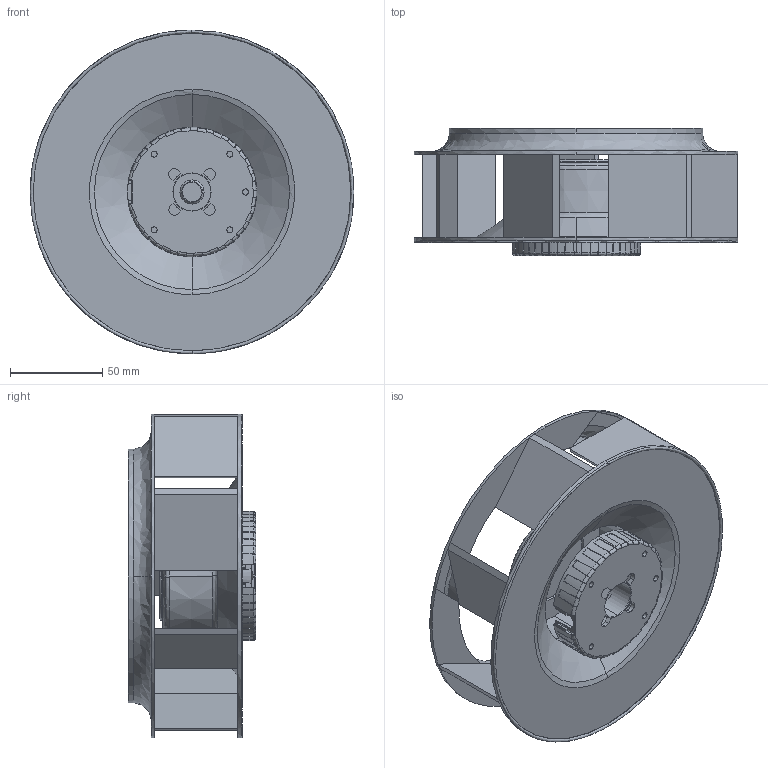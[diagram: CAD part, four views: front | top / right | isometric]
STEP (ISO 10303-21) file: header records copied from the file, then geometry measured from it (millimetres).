
FILE_DESCRIPTION (( 'STEP AP203' ), '1' );
FILE_NAME ('asm0134_asm.STEP', '2016-10-26T10:57:21', ( 'Delta' ), ( '' ), 'SwSTEP 2.0', 'SolidWorks 2011', '' );
FILE_SCHEMA (( 'CONFIG_CONTROL_DESIGN' ));
Length unit declared in the file: millimetre
Products named in the file (3): asm0134_asm; PRT0040; PRT0039
Assembly tree (2 placements, depth 2):
  asm0134_asm
    PRT0040
    PRT0039
Bounding box: 175 x 69 x 175 mm (x, y, z)
Volume: 131875.2 mm3; surface area: 139567.9 mm2
Topology: 2 solids, 2 shells, 339 faces, 982 edges, 634 vertices
Faces by surface type: plane 180, cylinder 82, bspline 63, cone 14
Entity records: 13730 total; most frequent: CARTESIAN_POINT 5215, ORIENTED_EDGE 1954, DIRECTION 1525, EDGE_CURVE 977, VERTEX_POINT 634, AXIS2_PLACEMENT_3D 565, VECTOR 395, LINE 395
